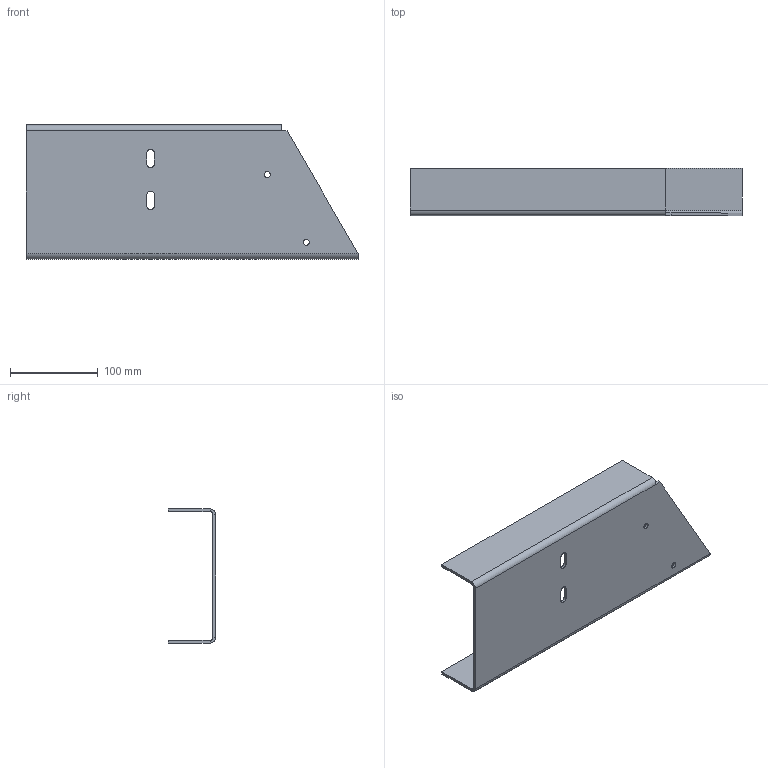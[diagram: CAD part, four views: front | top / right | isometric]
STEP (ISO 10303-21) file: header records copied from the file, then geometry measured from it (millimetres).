
FILE_DESCRIPTION(/* description */ (''),/* implementation_level */ '2;1');
FILE_NAME(/* name */ 'GE-17222_5.stp',/* time_stamp */ '2017-01-08T13:34:29-05:00',/* author */ ('jeff1'),/* organization */ (''),/* preprocessor_version */ 'ST-DEVELOPER v16.5',/* originating_system */ 'Autodesk Inventor 2017',/* authorisation */ '');
FILE_SCHEMA (('AUTOMOTIVE_DESIGN { 1 0 10303 214 3 1 1 }'));
Length unit declared in the file: inch
Products named in the file (1): GE-17222_5
Bounding box: 377.33 x 53.98 x 152.4 mm (x, y, z)
Volume: 265032.4 mm3; surface area: 171208.9 mm2
Topology: 1 solids, 1 shells, 33 faces, 77 edges, 46 vertices
Faces by surface type: plane 23, cylinder 10
Full cylindrical faces by diameter (mm): 6.731 x2
Entity records: 961 total; most frequent: DIRECTION 163, CARTESIAN_POINT 155, ORIENTED_EDGE 150, EDGE_CURVE 75, LINE 55, VECTOR 55, AXIS2_PLACEMENT_3D 54, VERTEX_POINT 46
